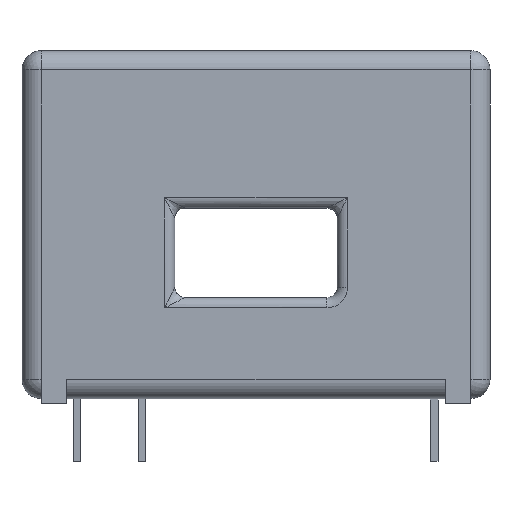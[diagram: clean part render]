
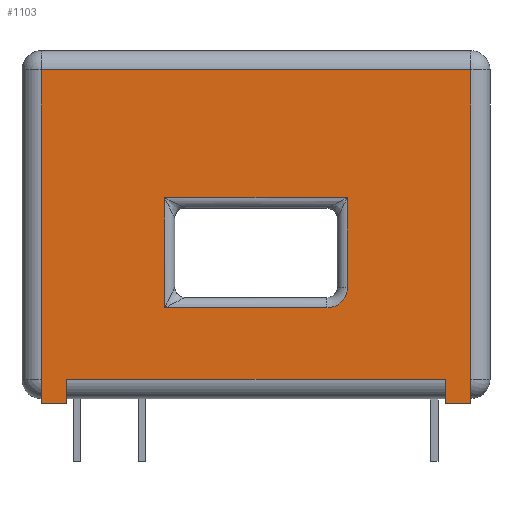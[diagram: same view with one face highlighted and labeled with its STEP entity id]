
A CAD part, front view. The second image highlights one B-rep face of the part: STEP entity #1103.
In plain terms, the highlighted planar face has unit normal (0, -1, 0).
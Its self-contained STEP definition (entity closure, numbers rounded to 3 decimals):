
#33=FACE_BOUND($,#221,.T.);
#59=CIRCLE($,#1209,1.6);
#145=FACE_OUTER_BOUND($,#220,.T.);
#220=EDGE_LOOP($,(#838,#839,#840,#841,#842,#843,#844,#845,#846,#847));
#221=EDGE_LOOP($,(#848,#849,#850,#851,#852));
#310=LINE($,#1874,#412);
#311=LINE($,#1878,#413);
#312=LINE($,#1882,#414);
#313=LINE($,#1884,#415);
#314=LINE($,#1886,#416);
#315=LINE($,#1888,#417);
#316=LINE($,#1890,#418);
#317=LINE($,#1892,#419);
#318=LINE($,#1894,#420);
#319=LINE($,#1896,#421);
#320=LINE($,#1898,#422);
#321=LINE($,#1899,#423);
#322=LINE($,#1903,#424);
#323=LINE($,#1904,#425);
#412=VECTOR($,#1421,14.3);
#413=VECTOR($,#1426,7.);
#414=VECTOR($,#1429,1.9);
#415=VECTOR($,#1430,29.6);
#416=VECTOR($,#1431,1.9);
#417=VECTOR($,#1432,2.);
#418=VECTOR($,#1433,1.9);
#419=VECTOR($,#1434,24.2);
#420=VECTOR($,#1435,33.6);
#421=VECTOR($,#1436,24.2);
#422=VECTOR($,#1437,1.9);
#423=VECTOR($,#1438,2.);
#424=VECTOR($,#1441,12.7);
#425=VECTOR($,#1442,8.6);
#515=VERTEX_POINT($,#1817);
#516=VERTEX_POINT($,#1870);
#517=VERTEX_POINT($,#1876);
#518=VERTEX_POINT($,#1880);
#519=VERTEX_POINT($,#1881);
#520=VERTEX_POINT($,#1883);
#521=VERTEX_POINT($,#1885);
#522=VERTEX_POINT($,#1887);
#523=VERTEX_POINT($,#1889);
#524=VERTEX_POINT($,#1891);
#525=VERTEX_POINT($,#1893);
#526=VERTEX_POINT($,#1895);
#527=VERTEX_POINT($,#1897);
#528=VERTEX_POINT($,#1900);
#529=VERTEX_POINT($,#1902);
#630=EDGE_CURVE($,#515,#516,#310,.T.);
#632=EDGE_CURVE($,#517,#516,#311,.T.);
#633=EDGE_CURVE($,#518,#519,#312,.T.);
#634=EDGE_CURVE($,#520,#518,#313,.T.);
#635=EDGE_CURVE($,#521,#520,#314,.T.);
#636=EDGE_CURVE($,#522,#521,#315,.T.);
#637=EDGE_CURVE($,#523,#522,#316,.T.);
#638=EDGE_CURVE($,#524,#523,#317,.T.);
#639=EDGE_CURVE($,#525,#524,#318,.T.);
#640=EDGE_CURVE($,#526,#525,#319,.T.);
#641=EDGE_CURVE($,#527,#526,#320,.T.);
#642=EDGE_CURVE($,#519,#527,#321,.T.);
#643=EDGE_CURVE($,#528,#517,#59,.T.);
#644=EDGE_CURVE($,#528,#529,#322,.T.);
#645=EDGE_CURVE($,#529,#515,#323,.T.);
#838=ORIENTED_EDGE($,*,*,#633,.F.);
#839=ORIENTED_EDGE($,*,*,#634,.F.);
#840=ORIENTED_EDGE($,*,*,#635,.F.);
#841=ORIENTED_EDGE($,*,*,#636,.F.);
#842=ORIENTED_EDGE($,*,*,#637,.F.);
#843=ORIENTED_EDGE($,*,*,#638,.F.);
#844=ORIENTED_EDGE($,*,*,#639,.F.);
#845=ORIENTED_EDGE($,*,*,#640,.F.);
#846=ORIENTED_EDGE($,*,*,#641,.F.);
#847=ORIENTED_EDGE($,*,*,#642,.F.);
#848=ORIENTED_EDGE($,*,*,#630,.T.);
#849=ORIENTED_EDGE($,*,*,#632,.F.);
#850=ORIENTED_EDGE($,*,*,#643,.F.);
#851=ORIENTED_EDGE($,*,*,#644,.T.);
#852=ORIENTED_EDGE($,*,*,#645,.T.);
#1054=PLANE($,#1208);
#1103=ADVANCED_FACE($,(#145,#33),#1054,.F.);
#1208=AXIS2_PLACEMENT_3D($,#1879,#1427,#1428);
#1209=AXIS2_PLACEMENT_3D($,#1901,#1439,#1440);
#1421=DIRECTION($,(1.,0.,0.));
#1426=DIRECTION($,(0.,0.,1.));
#1427=DIRECTION('center_axis',(0.,1.,0.));
#1428=DIRECTION('ref_axis',(0.,0.,1.));
#1429=DIRECTION($,(0.,0.,-1.));
#1430=DIRECTION($,(-1.,0.,0.));
#1431=DIRECTION($,(0.,0.,1.));
#1432=DIRECTION($,(-1.,0.,0.));
#1433=DIRECTION($,(0.,0.,-1.));
#1434=DIRECTION($,(0.,0.,-1.));
#1435=DIRECTION($,(1.,0.,0.));
#1436=DIRECTION($,(0.,0.,1.));
#1437=DIRECTION($,(0.,0.,1.));
#1438=DIRECTION($,(-1.,0.,0.));
#1439=DIRECTION('center_axis',(0.,-1.,0.));
#1440=DIRECTION('ref_axis',(0.487,0.,-0.873));
#1441=DIRECTION($,(-1.,0.,0.));
#1442=DIRECTION($,(0.,0.,1.));
#1817=CARTESIAN_POINT('',(-7.15,-6.55,16.1));
#1870=CARTESIAN_POINT('',(7.15,-6.55,16.1));
#1874=CARTESIAN_POINT($,(-3.175,-6.55,16.1));
#1876=CARTESIAN_POINT('',(7.15,-6.55,9.1));
#1878=CARTESIAN_POINT($,(7.15,-6.55,14.558));
#1879=CARTESIAN_POINT('Origin',(0.,-6.55,
13.817));
#1880=CARTESIAN_POINT('',(-14.8,-6.55,1.9));
#1881=CARTESIAN_POINT('',(-14.8,-6.55,0.));
#1882=CARTESIAN_POINT($,(-14.8,-6.55,7.108));
#1883=CARTESIAN_POINT('',(14.8,-6.55,1.9));
#1884=CARTESIAN_POINT($,(7.4,-6.55,1.9));
#1885=CARTESIAN_POINT('',(14.8,-6.55,0.));
#1886=CARTESIAN_POINT($,(14.8,-6.55,0.));
#1887=CARTESIAN_POINT('',(16.8,-6.55,0.));
#1888=CARTESIAN_POINT($,(16.8,-6.55,0.));
#1889=CARTESIAN_POINT('',(16.8,-6.55,1.9));
#1890=CARTESIAN_POINT($,(16.8,-6.55,0.4));
#1891=CARTESIAN_POINT('',(16.8,-6.55,26.1));
#1892=CARTESIAN_POINT($,(16.8,-6.55,20.708));
#1893=CARTESIAN_POINT('',(-16.8,-6.55,26.1));
#1894=CARTESIAN_POINT($,(-9.15,-6.55,26.1));
#1895=CARTESIAN_POINT('',(-16.8,-6.55,1.9));
#1896=CARTESIAN_POINT($,(-16.8,-6.55,7.108));
#1897=CARTESIAN_POINT('',(-16.8,-6.55,0.));
#1898=CARTESIAN_POINT($,(-16.8,-6.55,0.));
#1899=CARTESIAN_POINT($,(-14.8,-6.55,0.));
#1900=CARTESIAN_POINT('',(5.55,-6.55,7.5));
#1901=CARTESIAN_POINT('Origin',(5.55,-6.55,9.1));
#1902=CARTESIAN_POINT('',(-7.15,-6.55,7.5));
#1903=CARTESIAN_POINT($,(3.175,-6.55,7.5));
#1904=CARTESIAN_POINT($,(-7.15,-6.55,11.058));
